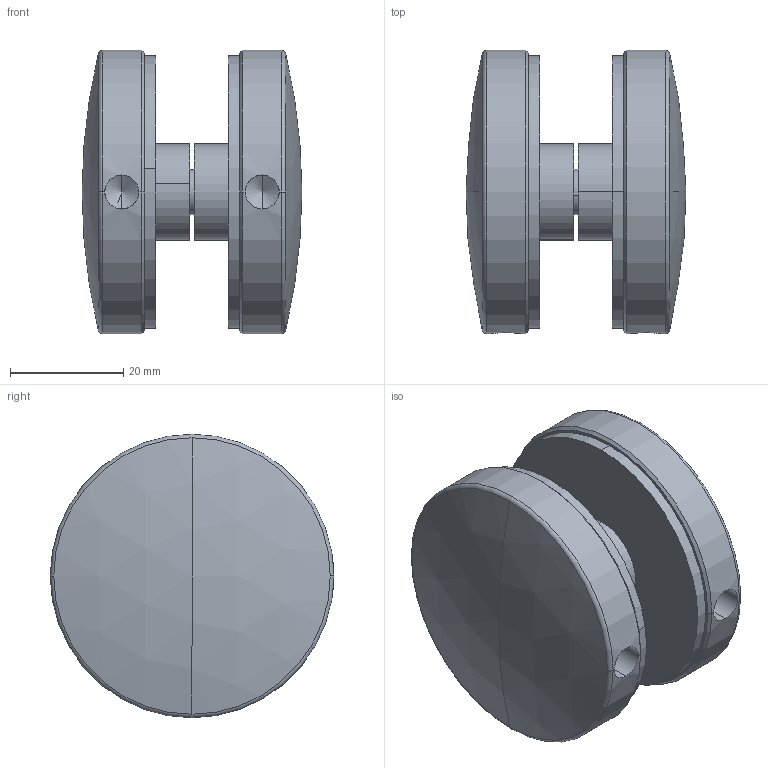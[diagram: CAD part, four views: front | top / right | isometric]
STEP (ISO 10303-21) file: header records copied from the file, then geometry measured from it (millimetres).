
FILE_DESCRIPTION (( 'STEP AP214' ), '1' );
FILE_NAME ('A_0747-S-SET.STEP', '2021-12-20T09:49:46', ( '' ), ( '' ), 'SwSTEP 2.0', 'SolidWorks 2019', '' );
FILE_SCHEMA (( 'AUTOMOTIVE_DESIGN' ));
Length unit declared in the file: millimetre
Products named in the file (4): A_0747-S-front; A_0747-S-SET; Skrutka DIN 913_SKRUTKA M 8X25; A19_47
Assembly tree (5 placements, depth 2):
  A_0747-S-SET
    A19_47  x2
    A_0747-S-front  x2
    Skrutka DIN 913_SKRUTKA M 8X25
Bounding box: 38.76 x 50 x 50 mm (x, y, z)
Volume: 34236.3 mm3; surface area: 24303.2 mm2
Topology: 5 solids, 5 shells, 261 faces, 614 edges, 342 vertices
Faces by surface type: cylinder 90, sphere 56, torus 44, plane 43, cone 24, bspline 4
Entity records: 4167 total; most frequent: CARTESIAN_POINT 810, DIRECTION 771, ORIENTED_EDGE 602, AXIS2_PLACEMENT_3D 334, EDGE_CURVE 301, CIRCLE 190, VERTEX_POINT 177, EDGE_LOOP 148
